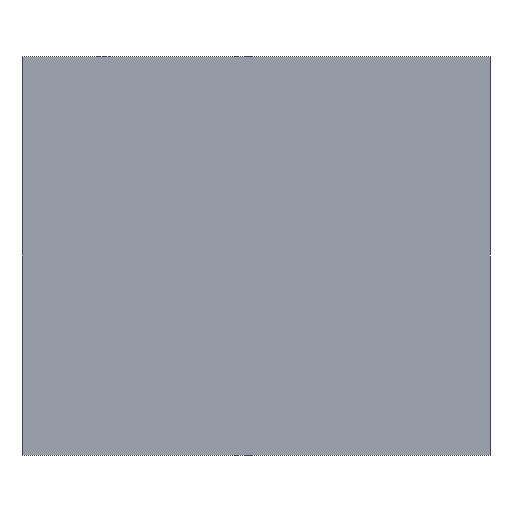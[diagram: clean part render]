
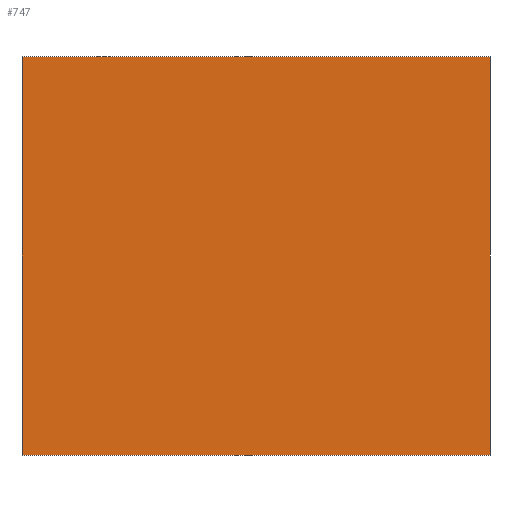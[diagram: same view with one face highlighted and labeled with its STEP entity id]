
A CAD part, front view. The second image highlights one B-rep face of the part: STEP entity #747.
In plain terms, the highlighted planar face has unit normal (0, -1, 0).
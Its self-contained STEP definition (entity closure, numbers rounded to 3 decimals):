
#301 = VERTEX_POINT ( 'NONE', #1966 ) ;
#511 = ORIENTED_EDGE ( 'NONE', *, *, #4980, .F. ) ;
#561 = CARTESIAN_POINT ( 'NONE',  ( 540., 0., 460. ) ) ;
#657 = ORIENTED_EDGE ( 'NONE', *, *, #2284, .F. ) ;
#731 = DIRECTION ( 'NONE',  ( 0., 0., -1. ) ) ;
#747 = ADVANCED_FACE ( 'NONE', ( #1395 ), #3889, .F. ) ;
#792 = LINE ( 'NONE', #4506, #1216 ) ;
#1075 = CARTESIAN_POINT ( 'NONE',  ( 540., 0., 460. ) ) ;
#1216 = VECTOR ( 'NONE', #3265, 1000. ) ;
#1395 = FACE_OUTER_BOUND ( 'NONE', #1589, .T. ) ;
#1589 = EDGE_LOOP ( 'NONE', ( #4846, #511, #657, #2531 ) ) ;
#1656 = CARTESIAN_POINT ( 'NONE',  ( 540., 0., -460. ) ) ;
#1740 = VERTEX_POINT ( 'NONE', #2262 ) ;
#1765 = VERTEX_POINT ( 'NONE', #1075 ) ;
#1965 = LINE ( 'NONE', #4807, #2839 ) ;
#1966 = CARTESIAN_POINT ( 'NONE',  ( -540., 0., 460. ) ) ;
#2144 = AXIS2_PLACEMENT_3D ( 'NONE', #4684, #3042, #2277 ) ;
#2262 = CARTESIAN_POINT ( 'NONE',  ( -540., 0., -460. ) ) ;
#2277 = DIRECTION ( 'NONE',  ( 0., 0., 1. ) ) ;
#2284 = EDGE_CURVE ( 'NONE', #301, #1765, #792, .T. ) ;
#2387 = LINE ( 'NONE', #3941, #2572 ) ;
#2531 = ORIENTED_EDGE ( 'NONE', *, *, #2749, .T. ) ;
#2572 = VECTOR ( 'NONE', #731, 1000. ) ;
#2749 = EDGE_CURVE ( 'NONE', #301, #1740, #2387, .T. ) ;
#2839 = VECTOR ( 'NONE', #4000, 1000. ) ;
#3042 = DIRECTION ( 'NONE',  ( 0., 1., 0. ) ) ;
#3265 = DIRECTION ( 'NONE',  ( 1., 0., 0. ) ) ;
#3522 = EDGE_CURVE ( 'NONE', #1740, #3703, #1965, .T. ) ;
#3703 = VERTEX_POINT ( 'NONE', #1656 ) ;
#3784 = LINE ( 'NONE', #561, #5225 ) ;
#3889 = PLANE ( 'NONE',  #2144 ) ;
#3941 = CARTESIAN_POINT ( 'NONE',  ( -540., 0., 460. ) ) ;
#4000 = DIRECTION ( 'NONE',  ( 1., 0., 0. ) ) ;
#4506 = CARTESIAN_POINT ( 'NONE',  ( 540., 0., 460. ) ) ;
#4684 = CARTESIAN_POINT ( 'NONE',  ( 540., 0., 460. ) ) ;
#4687 = DIRECTION ( 'NONE',  ( 0., 0., -1. ) ) ;
#4807 = CARTESIAN_POINT ( 'NONE',  ( 540., 0., -460. ) ) ;
#4846 = ORIENTED_EDGE ( 'NONE', *, *, #3522, .T. ) ;
#4980 = EDGE_CURVE ( 'NONE', #1765, #3703, #3784, .T. ) ;
#5225 = VECTOR ( 'NONE', #4687, 1000. ) ;
